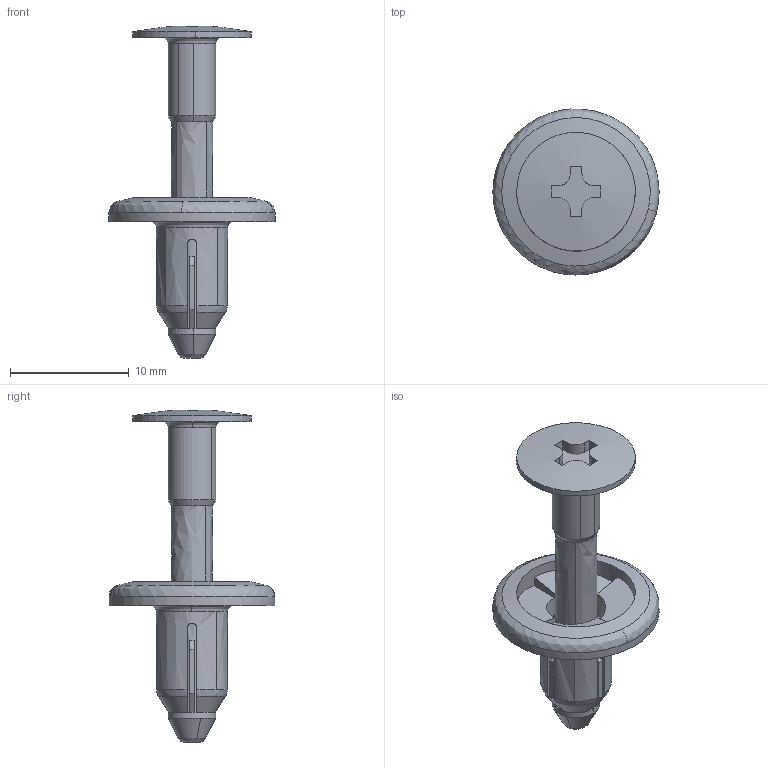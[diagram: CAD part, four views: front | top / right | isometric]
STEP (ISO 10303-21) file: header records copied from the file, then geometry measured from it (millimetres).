
FILE_DESCRIPTION((''),'2;1');
FILE_NAME('','2006-10-06T18:17:28',(''),(''),'','CADfix','');
FILE_SCHEMA(('AUTOMOTIVE_DESIGN'));
Length unit declared in the file: millimetre
Products named in the file (3): pin; grommet; TL_332_2_11841_36
Assembly tree (2 placements, depth 2):
  TL_332_2_11841_36
    pin
    grommet
Bounding box: 14 x 13.99 x 27.97 mm (x, y, z)
Volume: 569.3 mm3; surface area: 1197.1 mm2
Topology: 2 solids, 2 shells, 115 faces, 354 edges, 246 vertices
Faces by surface type: bspline 115
Entity records: 4474 total; most frequent: CARTESIAN_POINT 2468, ORIENTED_EDGE 708, EDGE_CURVE 354, VERTEX_POINT 246, QUASI_UNIFORM_CURVE 180, EDGE_LOOP 120, FACE_OUTER_BOUND 115, ADVANCED_FACE 115
